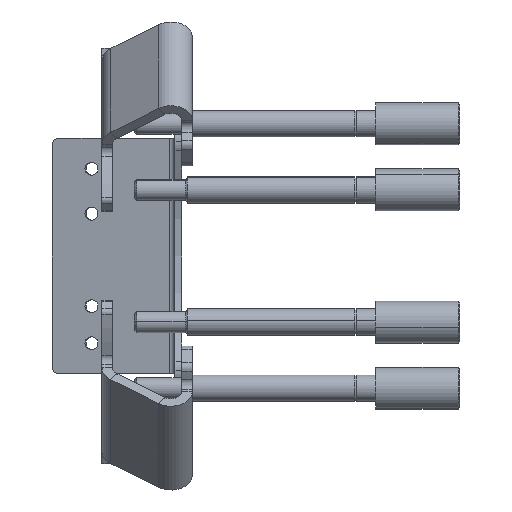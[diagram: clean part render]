
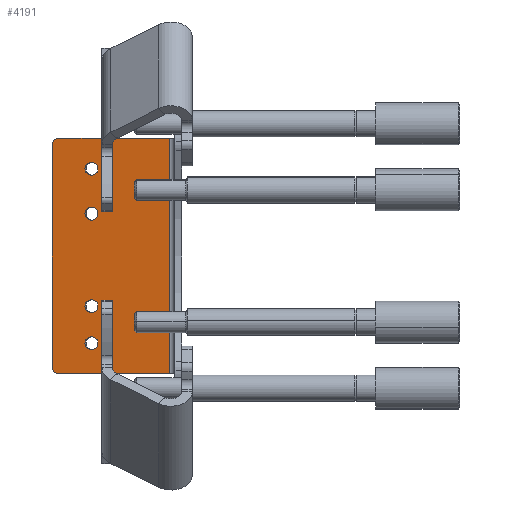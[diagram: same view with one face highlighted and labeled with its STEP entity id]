
A CAD part, left-side view. The second image highlights one B-rep face of the part: STEP entity #4191.
In plain terms, the highlighted planar face has unit normal (-0.985, 0.174, 0).
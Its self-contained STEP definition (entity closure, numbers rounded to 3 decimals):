
#57 = DIRECTION ( 'NONE',  ( -0.174, -0.985, 0. ) ) ;
#60 = CARTESIAN_POINT ( 'NONE',  ( 118.342, 46.77, -42. ) ) ;
#235 = EDGE_CURVE ( 'NONE', #10647, #4513, #8533, .T. ) ;
#258 = EDGE_CURVE ( 'NONE', #5079, #11372, #2124, .T. ) ;
#281 = FACE_BOUND ( 'NONE', #1441, .T. ) ;
#531 = VECTOR ( 'NONE', #9112, 1000. ) ;
#557 = DIRECTION ( 'NONE',  ( -0.174, -0.985, 0. ) ) ;
#893 = ORIENTED_EDGE ( 'NONE', *, *, #3224, .T. ) ;
#1086 = CARTESIAN_POINT ( 'NONE',  ( 118.342, 46.77, -44.5 ) ) ;
#1087 = EDGE_CURVE ( 'NONE', #4513, #10647, #7731, .T. ) ;
#1151 = EDGE_CURVE ( 'NONE', #8855, #6299, #6272, .T. ) ;
#1279 = FACE_OUTER_BOUND ( 'NONE', #12424, .T. ) ;
#1356 = PLANE ( 'NONE',  #2166 ) ;
#1441 = EDGE_LOOP ( 'NONE', ( #4284, #1885 ) ) ;
#1484 = DIRECTION ( 'NONE',  ( 0.985, -0.174, 0. ) ) ;
#1766 = ORIENTED_EDGE ( 'NONE', *, *, #235, .T. ) ;
#1885 = ORIENTED_EDGE ( 'NONE', *, *, #4406, .T. ) ;
#1902 = VECTOR ( 'NONE', #10073, 1000. ) ;
#1941 = CIRCLE ( 'NONE', #7279, 2.5 ) ;
#1944 = LINE ( 'NONE', #12338, #1902 ) ;
#2034 = ORIENTED_EDGE ( 'NONE', *, *, #12384, .T. ) ;
#2069 = ORIENTED_EDGE ( 'NONE', *, *, #1151, .T. ) ;
#2124 = LINE ( 'NONE', #4239, #531 ) ;
#2166 = AXIS2_PLACEMENT_3D ( 'NONE', #9556, #3547, #3694 ) ;
#2355 = CARTESIAN_POINT ( 'NONE',  ( 115.737, 31.998, -33. ) ) ;
#2409 = DIRECTION ( 'NONE',  ( -0.174, -0.985, 0. ) ) ;
#2499 = VERTEX_POINT ( 'NONE', #11453 ) ;
#2759 = CARTESIAN_POINT ( 'NONE',  ( 116.171, 34.46, -33. ) ) ;
#2805 = DIRECTION ( 'NONE',  ( -0.174, -0.985, 0. ) ) ;
#2937 = CARTESIAN_POINT ( 'NONE',  ( 116.606, 36.922, -19. ) ) ;
#2996 = DIRECTION ( 'NONE',  ( -0.174, -0.985, 0. ) ) ;
#3068 = CARTESIAN_POINT ( 'NONE',  ( 118.342, 46.77, 42. ) ) ;
#3110 = DIRECTION ( 'NONE',  ( -0.174, -0.985, 0. ) ) ;
#3224 = EDGE_CURVE ( 'NONE', #14065, #9850, #1944, .T. ) ;
#3233 = AXIS2_PLACEMENT_3D ( 'NONE', #7027, #3534, #12957 ) ;
#3534 = DIRECTION ( 'NONE',  ( 0.985, -0.174, 0. ) ) ;
#3547 = DIRECTION ( 'NONE',  ( 0.985, -0.174, 0. ) ) ;
#3694 = DIRECTION ( 'NONE',  ( -0.174, -0.985, 0. ) ) ;
#3790 = CARTESIAN_POINT ( 'NONE',  ( 116.171, 34.46, -33. ) ) ;
#3836 = VERTEX_POINT ( 'NONE', #2355 ) ;
#3861 = AXIS2_PLACEMENT_3D ( 'NONE', #6123, #9628, #8489 ) ;
#4020 = ORIENTED_EDGE ( 'NONE', *, *, #4761, .T. ) ;
#4088 = DIRECTION ( 'NONE',  ( 0.985, -0.174, 0. ) ) ;
#4191 = ADVANCED_FACE ( 'NONE', ( #281, #5974, #10614, #14109, #1279 ), #1356, .F. ) ;
#4239 = CARTESIAN_POINT ( 'NONE',  ( 118.776, 49.232, 44.5 ) ) ;
#4274 = EDGE_CURVE ( 'NONE', #2499, #14065, #8972, .T. ) ;
#4284 = ORIENTED_EDGE ( 'NONE', *, *, #9487, .T. ) ;
#4295 = ORIENTED_EDGE ( 'NONE', *, *, #258, .F. ) ;
#4354 = CARTESIAN_POINT ( 'NONE',  ( 115.737, 31.998, -19. ) ) ;
#4406 = EDGE_CURVE ( 'NONE', #12335, #7139, #9459, .T. ) ;
#4513 = VERTEX_POINT ( 'NONE', #4354 ) ;
#4663 = CIRCLE ( 'NONE', #14374, 2.5 ) ;
#4761 = EDGE_CURVE ( 'NONE', #6299, #8855, #1941, .T. ) ;
#4828 = EDGE_LOOP ( 'NONE', ( #12047, #1766 ) ) ;
#4934 = CARTESIAN_POINT ( 'NONE',  ( 115.737, 31.998, 16. ) ) ;
#5079 = VERTEX_POINT ( 'NONE', #10499 ) ;
#5457 = CARTESIAN_POINT ( 'NONE',  ( 116.171, 34.46, -19. ) ) ;
#5673 = DIRECTION ( 'NONE',  ( 0.985, -0.174, 0. ) ) ;
#5737 = ORIENTED_EDGE ( 'NONE', *, *, #4274, .T. ) ;
#5974 = FACE_BOUND ( 'NONE', #4828, .T. ) ;
#6048 = DIRECTION ( 'NONE',  ( 0., 0., 1. ) ) ;
#6123 = CARTESIAN_POINT ( 'NONE',  ( 116.171, 34.46, 16. ) ) ;
#6227 = ORIENTED_EDGE ( 'NONE', *, *, #14977, .T. ) ;
#6272 = CIRCLE ( 'NONE', #14043, 2.5 ) ;
#6299 = VERTEX_POINT ( 'NONE', #14075 ) ;
#6364 = ORIENTED_EDGE ( 'NONE', *, *, #11383, .T. ) ;
#6406 = CARTESIAN_POINT ( 'NONE',  ( 116.606, 36.922, 16. ) ) ;
#6964 = DIRECTION ( 'NONE',  ( 0.985, -0.174, 0. ) ) ;
#7027 = CARTESIAN_POINT ( 'NONE',  ( 116.171, 34.46, 16. ) ) ;
#7139 = VERTEX_POINT ( 'NONE', #4934 ) ;
#7193 = CARTESIAN_POINT ( 'NONE',  ( 116.606, 36.922, -33. ) ) ;
#7197 = CARTESIAN_POINT ( 'NONE',  ( 118.776, 49.232, -44.5 ) ) ;
#7279 = AXIS2_PLACEMENT_3D ( 'NONE', #9607, #1484, #557 ) ;
#7535 = DIRECTION ( 'NONE',  ( -0.174, -0.985, 0. ) ) ;
#7708 = DIRECTION ( 'NONE',  ( -0.985, 0.174, 0. ) ) ;
#7731 = CIRCLE ( 'NONE', #10921, 2.5 ) ;
#7755 = AXIS2_PLACEMENT_3D ( 'NONE', #60, #12818, #2409 ) ;
#8032 = VERTEX_POINT ( 'NONE', #7193 ) ;
#8341 = CIRCLE ( 'NONE', #3233, 2.5 ) ;
#8351 = LINE ( 'NONE', #7197, #14862 ) ;
#8489 = DIRECTION ( 'NONE',  ( -0.174, -0.985, 0. ) ) ;
#8533 = CIRCLE ( 'NONE', #11195, 2.5 ) ;
#8667 = CARTESIAN_POINT ( 'NONE',  ( 116.171, 34.46, -19. ) ) ;
#8855 = VERTEX_POINT ( 'NONE', #11916 ) ;
#8950 = DIRECTION ( 'NONE',  ( -0.174, -0.985, 0. ) ) ;
#8972 = CIRCLE ( 'NONE', #7755, 2.5 ) ;
#9062 = CIRCLE ( 'NONE', #9555, 2.5 ) ;
#9112 = DIRECTION ( 'NONE',  ( -0.174, -0.985, 0. ) ) ;
#9115 = EDGE_CURVE ( 'NONE', #2499, #12366, #8351, .T. ) ;
#9146 = EDGE_LOOP ( 'NONE', ( #2069, #4020 ) ) ;
#9459 = CIRCLE ( 'NONE', #3861, 2.5 ) ;
#9487 = EDGE_CURVE ( 'NONE', #7139, #12335, #8341, .T. ) ;
#9555 = AXIS2_PLACEMENT_3D ( 'NONE', #2759, #14529, #7535 ) ;
#9556 = CARTESIAN_POINT ( 'NONE',  ( 118.776, 49.232, -44.5 ) ) ;
#9607 = CARTESIAN_POINT ( 'NONE',  ( 116.171, 34.46, 33. ) ) ;
#9628 = DIRECTION ( 'NONE',  ( 0.985, -0.174, 0. ) ) ;
#9850 = VERTEX_POINT ( 'NONE', #13624 ) ;
#10015 = DIRECTION ( 'NONE',  ( 0., 0., 1. ) ) ;
#10031 = DIRECTION ( 'NONE',  ( 0.985, -0.174, 0. ) ) ;
#10073 = DIRECTION ( 'NONE',  ( -0.174, -0.985, 0. ) ) ;
#10084 = LINE ( 'NONE', #12204, #12951 ) ;
#10499 = CARTESIAN_POINT ( 'NONE',  ( 118.342, 46.77, 44.5 ) ) ;
#10614 = FACE_BOUND ( 'NONE', #9146, .T. ) ;
#10647 = VERTEX_POINT ( 'NONE', #2937 ) ;
#10921 = AXIS2_PLACEMENT_3D ( 'NONE', #8667, #5673, #8950 ) ;
#11084 = CARTESIAN_POINT ( 'NONE',  ( 110.962, 4.916, 44.5 ) ) ;
#11165 = ORIENTED_EDGE ( 'NONE', *, *, #9115, .F. ) ;
#11195 = AXIS2_PLACEMENT_3D ( 'NONE', #5457, #10031, #3110 ) ;
#11249 = AXIS2_PLACEMENT_3D ( 'NONE', #3068, #7708, #2996 ) ;
#11372 = VERTEX_POINT ( 'NONE', #11084 ) ;
#11383 = EDGE_CURVE ( 'NONE', #8032, #3836, #4663, .T. ) ;
#11453 = CARTESIAN_POINT ( 'NONE',  ( 118.776, 49.232, -42. ) ) ;
#11916 = CARTESIAN_POINT ( 'NONE',  ( 115.737, 31.998, 33. ) ) ;
#11975 = ORIENTED_EDGE ( 'NONE', *, *, #12008, .T. ) ;
#12008 = EDGE_CURVE ( 'NONE', #9850, #11372, #10084, .T. ) ;
#12047 = ORIENTED_EDGE ( 'NONE', *, *, #1087, .T. ) ;
#12204 = CARTESIAN_POINT ( 'NONE',  ( 110.962, 4.916, -44.5 ) ) ;
#12335 = VERTEX_POINT ( 'NONE', #6406 ) ;
#12338 = CARTESIAN_POINT ( 'NONE',  ( 118.776, 49.232, -44.5 ) ) ;
#12366 = VERTEX_POINT ( 'NONE', #13475 ) ;
#12384 = EDGE_CURVE ( 'NONE', #5079, #12366, #12470, .T. ) ;
#12424 = EDGE_LOOP ( 'NONE', ( #11165, #5737, #893, #11975, #4295, #2034 ) ) ;
#12470 = CIRCLE ( 'NONE', #11249, 2.5 ) ;
#12818 = DIRECTION ( 'NONE',  ( -0.985, 0.174, 0. ) ) ;
#12951 = VECTOR ( 'NONE', #10015, 1000. ) ;
#12957 = DIRECTION ( 'NONE',  ( -0.174, -0.985, 0. ) ) ;
#13383 = EDGE_LOOP ( 'NONE', ( #6227, #6364 ) ) ;
#13475 = CARTESIAN_POINT ( 'NONE',  ( 118.776, 49.232, 42. ) ) ;
#13624 = CARTESIAN_POINT ( 'NONE',  ( 110.962, 4.916, -44.5 ) ) ;
#14043 = AXIS2_PLACEMENT_3D ( 'NONE', #14106, #6964, #57 ) ;
#14065 = VERTEX_POINT ( 'NONE', #1086 ) ;
#14075 = CARTESIAN_POINT ( 'NONE',  ( 116.606, 36.922, 33. ) ) ;
#14106 = CARTESIAN_POINT ( 'NONE',  ( 116.171, 34.46, 33. ) ) ;
#14109 = FACE_BOUND ( 'NONE', #13383, .T. ) ;
#14374 = AXIS2_PLACEMENT_3D ( 'NONE', #3790, #4088, #2805 ) ;
#14529 = DIRECTION ( 'NONE',  ( 0.985, -0.174, 0. ) ) ;
#14862 = VECTOR ( 'NONE', #6048, 1000. ) ;
#14977 = EDGE_CURVE ( 'NONE', #3836, #8032, #9062, .T. ) ;
